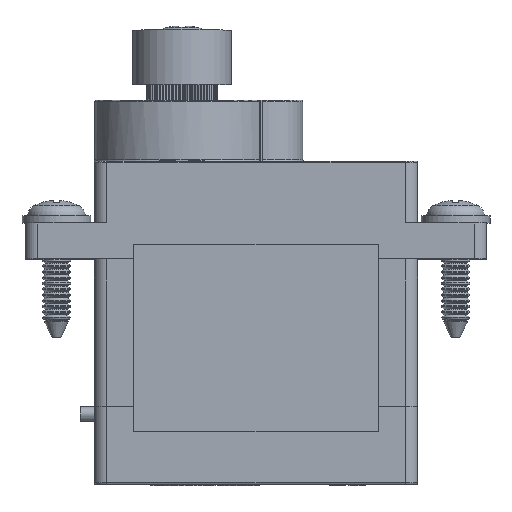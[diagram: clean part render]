
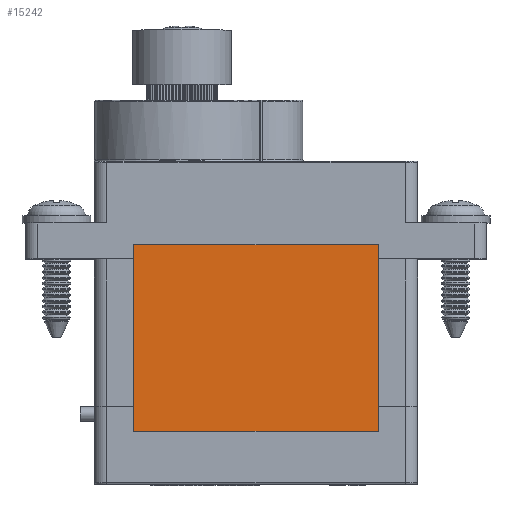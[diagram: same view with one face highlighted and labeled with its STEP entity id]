
A CAD part, top view. The second image highlights one B-rep face of the part: STEP entity #15242.
In plain terms, the highlighted planar face has unit normal (0, 0, 1).
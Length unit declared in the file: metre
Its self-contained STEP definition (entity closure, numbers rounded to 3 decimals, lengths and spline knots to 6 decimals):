
#647=PLANE('',#16280);
#1288=FACE_OUTER_BOUND('',#2167,.T.);
#2167=EDGE_LOOP('',(#11393,#11394,#11395,#11396));
#3222=LINE('',#24923,#4647);
#3223=LINE('',#24925,#4648);
#3224=LINE('',#24927,#4649);
#3225=LINE('',#24928,#4650);
#4647=VECTOR('',#18619,1.);
#4648=VECTOR('',#18620,1.);
#4649=VECTOR('',#18621,1.);
#4650=VECTOR('',#18622,1.);
#6707=VERTEX_POINT('',#24921);
#6708=VERTEX_POINT('',#24922);
#6709=VERTEX_POINT('',#24924);
#6710=VERTEX_POINT('',#24926);
#8452=EDGE_CURVE('',#6707,#6708,#3222,.T.);
#8453=EDGE_CURVE('',#6708,#6709,#3223,.T.);
#8454=EDGE_CURVE('',#6709,#6710,#3224,.T.);
#8455=EDGE_CURVE('',#6710,#6707,#3225,.T.);
#11393=ORIENTED_EDGE('',*,*,#8452,.T.);
#11394=ORIENTED_EDGE('',*,*,#8453,.T.);
#11395=ORIENTED_EDGE('',*,*,#8454,.T.);
#11396=ORIENTED_EDGE('',*,*,#8455,.T.);
#15242=ADVANCED_FACE('',(#1288),#647,.T.);
#16280=AXIS2_PLACEMENT_3D('',#24920,#18617,#18618);
#18617=DIRECTION('center_axis',(0.,0.,1.));
#18618=DIRECTION('ref_axis',(1.,0.,0.));
#18619=DIRECTION('',(0.,1.,0.));
#18620=DIRECTION('',(-1.,0.,0.));
#18621=DIRECTION('',(0.,-1.,0.));
#18622=DIRECTION('',(1.,0.,0.));
#24920=CARTESIAN_POINT('Origin',(0.,0.,0.0062));
#24921=CARTESIAN_POINT('',(0.0085,-0.00685,0.0062));
#24922=CARTESIAN_POINT('',(0.0085,0.00615,0.0062));
#24923=CARTESIAN_POINT('',(0.0085,0.00615,0.0062));
#24924=CARTESIAN_POINT('',(-0.0085,0.00615,0.0062));
#24925=CARTESIAN_POINT('',(-0.0085,0.00615,0.0062));
#24926=CARTESIAN_POINT('',(-0.0085,-0.00685,0.0062));
#24927=CARTESIAN_POINT('',(-0.0085,0.00615,0.0062));
#24928=CARTESIAN_POINT('',(-0.0085,-0.00685,0.0062));
